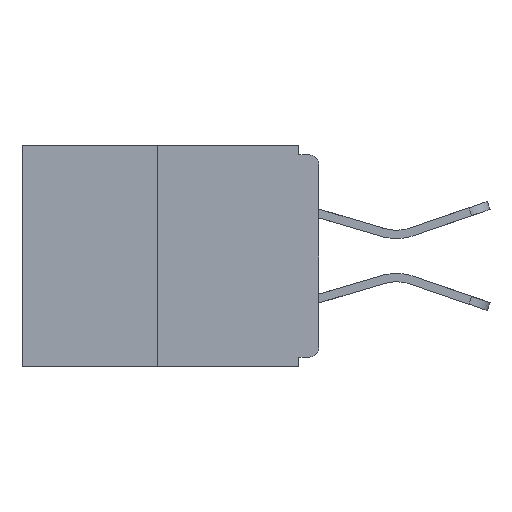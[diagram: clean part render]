
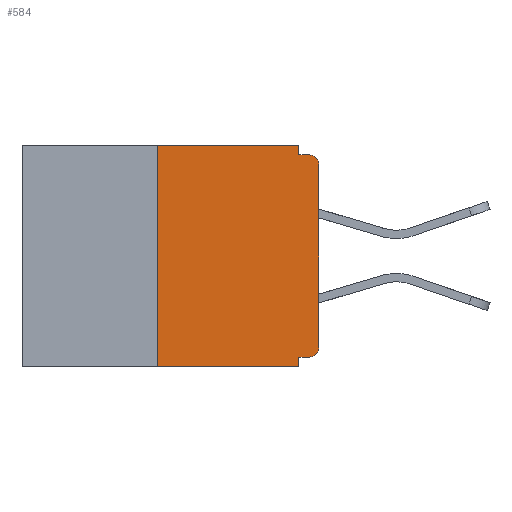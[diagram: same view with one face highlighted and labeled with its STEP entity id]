
A CAD part, left-side view. The second image highlights one B-rep face of the part: STEP entity #584.
In plain terms, the highlighted planar face has unit normal (-1, 0, 0).
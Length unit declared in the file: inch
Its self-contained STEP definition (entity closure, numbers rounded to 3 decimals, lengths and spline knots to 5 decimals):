
#133 = VERTEX_POINT ( 'NONE', #21017 ) ;
#584 = ADVANCED_FACE ( 'NONE', ( #4783 ), #25524, .F. ) ;
#1098 = CARTESIAN_POINT ( 'NONE',  ( 0., 0.25, 0. ) ) ;
#1564 = LINE ( 'NONE', #15820, #17841 ) ;
#1696 = CARTESIAN_POINT ( 'NONE',  ( 0., 0.031, -0.343 ) ) ;
#2059 = CARTESIAN_POINT ( 'NONE',  ( 0., 0.031, -0.343 ) ) ;
#2254 = ORIENTED_EDGE ( 'NONE', *, *, #25885, .T. ) ;
#2796 = ORIENTED_EDGE ( 'NONE', *, *, #21988, .F. ) ;
#2942 = AXIS2_PLACEMENT_3D ( 'NONE', #6915, #11220, #27096 ) ;
#3191 = VERTEX_POINT ( 'NONE', #17653 ) ;
#3769 = VERTEX_POINT ( 'NONE', #1696 ) ;
#4112 = VECTOR ( 'NONE', #16463, 39.37008 ) ;
#4640 = LINE ( 'NONE', #21532, #7040 ) ;
#4772 = VERTEX_POINT ( 'NONE', #8438 ) ;
#4783 = FACE_OUTER_BOUND ( 'NONE', #23312, .T. ) ;
#4785 = VERTEX_POINT ( 'NONE', #22988 ) ;
#4907 = DIRECTION ( 'NONE',  ( 0., 0., -1. ) ) ;
#4959 = CARTESIAN_POINT ( 'NONE',  ( 0., 0.015, -0.328 ) ) ;
#5551 = EDGE_CURVE ( 'NONE', #133, #3191, #23262, .T. ) ;
#5626 = EDGE_CURVE ( 'NONE', #8211, #10633, #24818, .T. ) ;
#6021 = ORIENTED_EDGE ( 'NONE', *, *, #8968, .T. ) ;
#6051 = EDGE_CURVE ( 'NONE', #23126, #4772, #26511, .T. ) ;
#6487 = EDGE_CURVE ( 'NONE', #4785, #133, #17534, .T. ) ;
#6590 = DIRECTION ( 'NONE',  ( 0., -1., 0. ) ) ;
#6826 = EDGE_CURVE ( 'NONE', #10633, #7805, #23677, .T. ) ;
#6915 = CARTESIAN_POINT ( 'NONE',  ( 0., 0.015, -0.03 ) ) ;
#7040 = VECTOR ( 'NONE', #6590, 39.37008 ) ;
#7077 = DIRECTION ( 'NONE',  ( 0., 0., -1. ) ) ;
#7805 = VERTEX_POINT ( 'NONE', #9121 ) ;
#8187 = CARTESIAN_POINT ( 'NONE',  ( 0., 0., -0.015 ) ) ;
#8211 = VERTEX_POINT ( 'NONE', #4959 ) ;
#8438 = CARTESIAN_POINT ( 'NONE',  ( 0., 0.25, 0. ) ) ;
#8920 = DIRECTION ( 'NONE',  ( 1., 0., 0. ) ) ;
#8968 = EDGE_CURVE ( 'NONE', #23126, #3769, #4640, .T. ) ;
#9003 = CARTESIAN_POINT ( 'NONE',  ( 0., 0.015, -0.313 ) ) ;
#9121 = CARTESIAN_POINT ( 'NONE',  ( 0., 0., -0.03 ) ) ;
#9557 = CIRCLE ( 'NONE', #2942, 0.015 ) ;
#10221 = VECTOR ( 'NONE', #16663, 39.37008 ) ;
#10633 = VERTEX_POINT ( 'NONE', #12915 ) ;
#11029 = DIRECTION ( 'NONE',  ( 0., 0., -1. ) ) ;
#11220 = DIRECTION ( 'NONE',  ( -1., 0., 0. ) ) ;
#11288 = CARTESIAN_POINT ( 'NONE',  ( 0., 0.031, 0. ) ) ;
#12501 = DIRECTION ( 'NONE',  ( 0., 0., 1. ) ) ;
#12915 = CARTESIAN_POINT ( 'NONE',  ( 0., 0., -0.313 ) ) ;
#13162 = DIRECTION ( 'NONE',  ( -1., 0., 0. ) ) ;
#13234 = ORIENTED_EDGE ( 'NONE', *, *, #22634, .F. ) ;
#15308 = VECTOR ( 'NONE', #18375, 39.37008 ) ;
#15628 = ORIENTED_EDGE ( 'NONE', *, *, #5626, .T. ) ;
#15820 = CARTESIAN_POINT ( 'NONE',  ( 0., 0.46, 0. ) ) ;
#16291 = LINE ( 'NONE', #22217, #15308 ) ;
#16463 = DIRECTION ( 'NONE',  ( 0., 0., -1. ) ) ;
#16663 = DIRECTION ( 'NONE',  ( 0., -1., 0. ) ) ;
#17122 = VERTEX_POINT ( 'NONE', #24030 ) ;
#17534 = LINE ( 'NONE', #11288, #21327 ) ;
#17653 = CARTESIAN_POINT ( 'NONE',  ( 0., 0.015, -0.015 ) ) ;
#17813 = ORIENTED_EDGE ( 'NONE', *, *, #6487, .F. ) ;
#17841 = VECTOR ( 'NONE', #19958, 39.37008 ) ;
#18375 = DIRECTION ( 'NONE',  ( 0., 1., 0. ) ) ;
#18434 = VECTOR ( 'NONE', #20180, 39.37008 ) ;
#19958 = DIRECTION ( 'NONE',  ( 0., -1., 0. ) ) ;
#20180 = DIRECTION ( 'NONE',  ( 0., 0., 1. ) ) ;
#20896 = ORIENTED_EDGE ( 'NONE', *, *, #5551, .F. ) ;
#21001 = LINE ( 'NONE', #2059, #4112 ) ;
#21017 = CARTESIAN_POINT ( 'NONE',  ( 0., 0.031, -0.015 ) ) ;
#21327 = VECTOR ( 'NONE', #4907, 39.37008 ) ;
#21394 = AXIS2_PLACEMENT_3D ( 'NONE', #21535, #8920, #11029 ) ;
#21532 = CARTESIAN_POINT ( 'NONE',  ( 0., 0.46, -0.343 ) ) ;
#21535 = CARTESIAN_POINT ( 'NONE',  ( 0., 0.46, 0. ) ) ;
#21988 = EDGE_CURVE ( 'NONE', #4772, #4785, #1564, .T. ) ;
#22187 = AXIS2_PLACEMENT_3D ( 'NONE', #9003, #13162, #7077 ) ;
#22217 = CARTESIAN_POINT ( 'NONE',  ( 0., 0., -0.328 ) ) ;
#22634 = EDGE_CURVE ( 'NONE', #17122, #3769, #21001, .T. ) ;
#22988 = CARTESIAN_POINT ( 'NONE',  ( 0., 0.031, 0. ) ) ;
#23119 = ORIENTED_EDGE ( 'NONE', *, *, #6826, .T. ) ;
#23126 = VERTEX_POINT ( 'NONE', #23808 ) ;
#23135 = CARTESIAN_POINT ( 'NONE',  ( 0., 0., 0. ) ) ;
#23262 = LINE ( 'NONE', #8187, #10221 ) ;
#23266 = ORIENTED_EDGE ( 'NONE', *, *, #6051, .F. ) ;
#23312 = EDGE_LOOP ( 'NONE', ( #2796, #23266, #6021, #13234, #27306, #15628, #23119, #2254, #20896, #17813 ) ) ;
#23677 = LINE ( 'NONE', #23135, #25211 ) ;
#23808 = CARTESIAN_POINT ( 'NONE',  ( 0., 0.25, -0.343 ) ) ;
#24030 = CARTESIAN_POINT ( 'NONE',  ( 0., 0.031, -0.328 ) ) ;
#24818 = CIRCLE ( 'NONE', #22187, 0.015 ) ;
#25211 = VECTOR ( 'NONE', #12501, 39.37008 ) ;
#25524 = PLANE ( 'NONE',  #21394 ) ;
#25553 = EDGE_CURVE ( 'NONE', #8211, #17122, #16291, .T. ) ;
#25885 = EDGE_CURVE ( 'NONE', #7805, #3191, #9557, .T. ) ;
#26511 = LINE ( 'NONE', #1098, #18434 ) ;
#27096 = DIRECTION ( 'NONE',  ( 0., 0., -1. ) ) ;
#27306 = ORIENTED_EDGE ( 'NONE', *, *, #25553, .F. ) ;
